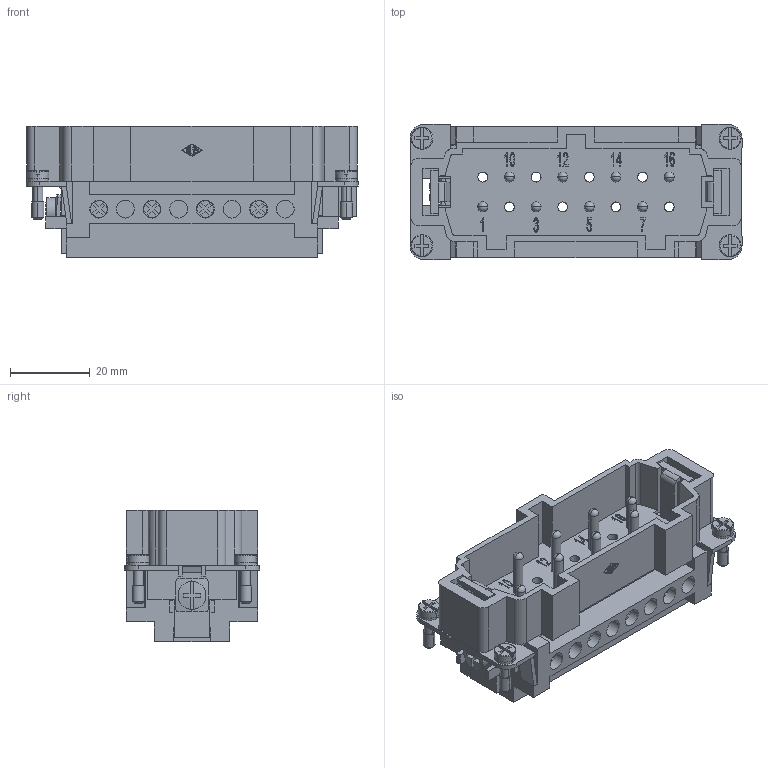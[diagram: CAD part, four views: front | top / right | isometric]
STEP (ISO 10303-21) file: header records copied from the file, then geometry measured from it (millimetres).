
FILE_DESCRIPTION((''),'2;1');
FILE_NAME('CMEM 06 T.stp','2006-10-31T13:46:54',('gembarski'),(''),'Autodesk Inventor 7','Autodesk Inventor 7','');
FILE_SCHEMA(('AUTOMOTIVE_DESIGN { 1 0 10303 214 1 1 1 1 }'));
Length unit declared in the file: millimetre
Products named in the file (1): CMEM 06 T
Bounding box: 83.5 x 34 x 33 mm (x, y, z)
Volume: 33062.6 mm3; surface area: 29982.8 mm2
Topology: 9 solids, 9 shells, 1419 faces, 3909 edges, 2535 vertices
Faces by surface type: plane 724, bspline 434, cylinder 229, sphere 20, torus 8, cone 4
Entity records: 48429 total; most frequent: CARTESIAN_POINT 13814, ORIENTED_EDGE 7774, DIRECTION 6194, EDGE_CURVE 3887, VECTOR 2640, LINE 2640, VERTEX_POINT 2527, AXIS2_PLACEMENT_3D 1777
